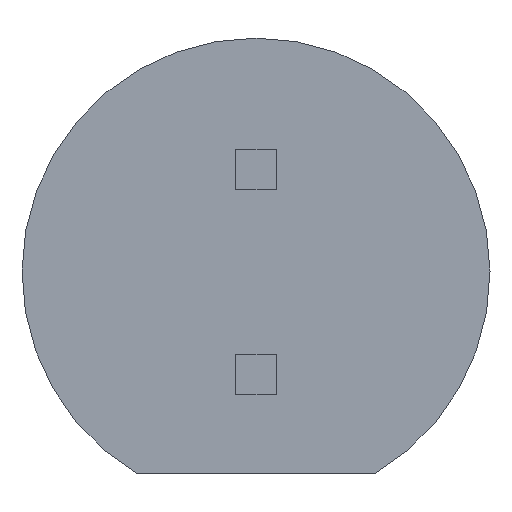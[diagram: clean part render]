
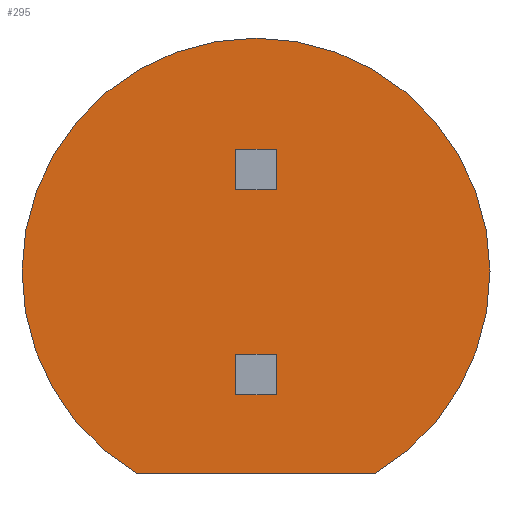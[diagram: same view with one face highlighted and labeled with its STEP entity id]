
A CAD part, left-side view. The second image highlights one B-rep face of the part: STEP entity #295.
In plain terms, the highlighted planar face has unit normal (-1, 0, 0).
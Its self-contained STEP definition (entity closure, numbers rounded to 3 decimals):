
#14=FACE_BOUND('',#58,.T.);
#15=FACE_BOUND('',#59,.T.);
#24=CIRCLE('',#331,2.9);
#41=FACE_OUTER_BOUND('',#57,.T.);
#57=EDGE_LOOP('',(#246,#247));
#58=EDGE_LOOP('',(#248,#249,#250,#251));
#59=EDGE_LOOP('',(#252,#253,#254,#255));
#64=LINE('',#424,#94);
#67=LINE('',#429,#97);
#69=LINE('',#433,#99);
#71=LINE('',#436,#101);
#72=LINE('',#440,#102);
#76=LINE('',#448,#106);
#79=LINE('',#454,#109);
#82=LINE('',#459,#112);
#87=LINE('',#484,#117);
#94=VECTOR('',#343,10.);
#97=VECTOR('',#348,10.);
#99=VECTOR('',#352,10.);
#101=VECTOR('',#356,10.);
#102=VECTOR('',#359,10.);
#106=VECTOR('',#365,10.);
#109=VECTOR('',#370,10.);
#112=VECTOR('',#375,10.);
#117=VECTOR('',#402,10.);
#124=VERTEX_POINT('',#422);
#125=VERTEX_POINT('',#423);
#126=VERTEX_POINT('',#428);
#127=VERTEX_POINT('',#432);
#128=VERTEX_POINT('',#438);
#129=VERTEX_POINT('',#439);
#132=VERTEX_POINT('',#447);
#134=VERTEX_POINT('',#453);
#143=VERTEX_POINT('',#482);
#144=VERTEX_POINT('',#483);
#149=EDGE_CURVE('',#124,#125,#64,.T.);
#152=EDGE_CURVE('',#125,#126,#67,.T.);
#154=EDGE_CURVE('',#126,#127,#69,.T.);
#156=EDGE_CURVE('',#127,#124,#71,.T.);
#157=EDGE_CURVE('',#128,#129,#72,.T.);
#161=EDGE_CURVE('',#129,#132,#76,.T.);
#164=EDGE_CURVE('',#132,#134,#79,.T.);
#167=EDGE_CURVE('',#134,#128,#82,.T.);
#178=EDGE_CURVE('',#143,#144,#87,.T.);
#181=EDGE_CURVE('',#144,#143,#24,.T.);
#246=ORIENTED_EDGE('',*,*,#181,.F.);
#247=ORIENTED_EDGE('',*,*,#178,.F.);
#248=ORIENTED_EDGE('',*,*,#149,.T.);
#249=ORIENTED_EDGE('',*,*,#152,.T.);
#250=ORIENTED_EDGE('',*,*,#154,.T.);
#251=ORIENTED_EDGE('',*,*,#156,.T.);
#252=ORIENTED_EDGE('',*,*,#157,.T.);
#253=ORIENTED_EDGE('',*,*,#161,.T.);
#254=ORIENTED_EDGE('',*,*,#164,.T.);
#255=ORIENTED_EDGE('',*,*,#167,.T.);
#268=PLANE('',#332);
#295=ADVANCED_FACE('',(#41,#14,#15),#268,.F.);
#331=AXIS2_PLACEMENT_3D('',#488,#407,#408);
#332=AXIS2_PLACEMENT_3D('',#489,#409,#410);
#343=DIRECTION('',(0.,1.,0.));
#348=DIRECTION('',(0.,0.,1.));
#352=DIRECTION('',(0.,-1.,0.));
#356=DIRECTION('',(0.,0.,-1.));
#359=DIRECTION('',(0.,1.,0.));
#365=DIRECTION('',(0.,0.,1.));
#370=DIRECTION('',(0.,-1.,0.));
#375=DIRECTION('',(0.,0.,-1.));
#402=DIRECTION('',(0.,1.,0.));
#407=DIRECTION('center_axis',(1.,0.,0.));
#408=DIRECTION('ref_axis',(0.,0.,-1.));
#409=DIRECTION('center_axis',(1.,0.,0.));
#410=DIRECTION('ref_axis',(0.,0.,-1.));
#422=CARTESIAN_POINT('',(17.,-0.25,1.02));
#423=CARTESIAN_POINT('',(17.,0.25,1.02));
#424=CARTESIAN_POINT('',(17.,0.125,1.02));
#428=CARTESIAN_POINT('',(17.,0.25,1.52));
#429=CARTESIAN_POINT('',(17.,0.25,0.86));
#432=CARTESIAN_POINT('',(17.,-0.25,1.52));
#433=CARTESIAN_POINT('',(17.,-0.125,1.52));
#436=CARTESIAN_POINT('',(17.,-0.25,0.61));
#438=CARTESIAN_POINT('',(17.,-0.25,-1.52));
#439=CARTESIAN_POINT('',(17.,0.25,-1.52));
#440=CARTESIAN_POINT('',(17.,0.125,-1.52));
#447=CARTESIAN_POINT('',(17.,0.25,-1.02));
#448=CARTESIAN_POINT('',(17.,0.25,-0.41));
#453=CARTESIAN_POINT('',(17.,-0.25,-1.02));
#454=CARTESIAN_POINT('',(17.,-0.125,-1.02));
#459=CARTESIAN_POINT('',(17.,-0.25,-0.66));
#482=CARTESIAN_POINT('',(17.,-1.47,-2.5));
#483=CARTESIAN_POINT('',(17.,1.47,-2.5));
#484=CARTESIAN_POINT('',(17.,-2.,-2.5));
#488=CARTESIAN_POINT('Origin',(17.,0.,0.));
#489=CARTESIAN_POINT('Origin',(17.,0.,0.2));
